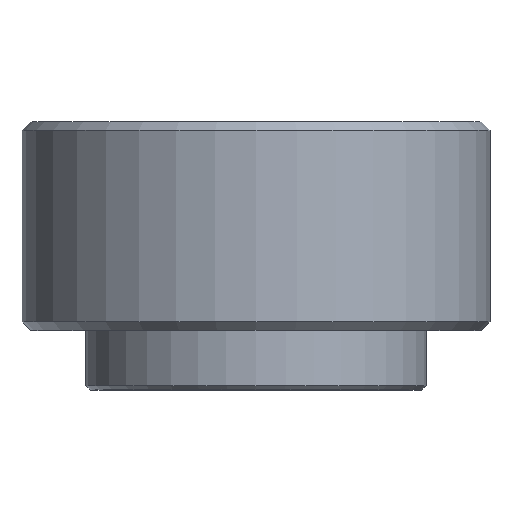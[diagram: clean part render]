
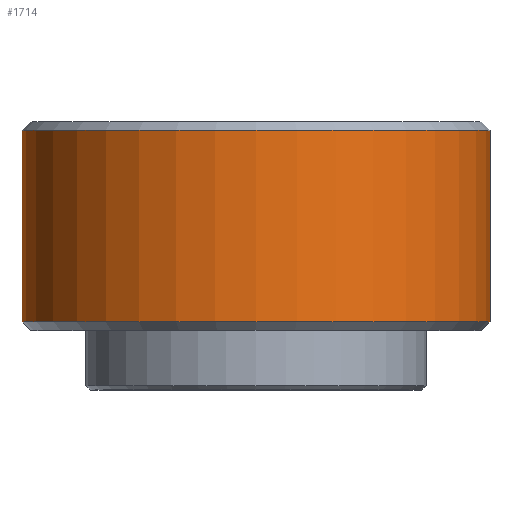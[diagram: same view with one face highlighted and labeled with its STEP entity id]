
A CAD part, top view. The second image highlights one B-rep face of the part: STEP entity #1714.
In plain terms, the highlighted cylindrical face has radius 2.75 mm (diameter 5.5 mm), a partial arc.
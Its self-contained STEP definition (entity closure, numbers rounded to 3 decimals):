
#127=DIRECTION('',(0.,1.,0.));
#128=VECTOR('',#127,2.25);
#129=CARTESIAN_POINT('',(-2.75,0.8,
0.));
#130=LINE('',#129,#128);
#136=DIRECTION('',(0.,1.,0.));
#137=VECTOR('',#136,2.25);
#138=CARTESIAN_POINT('',(2.75,0.8,
0.));
#139=LINE('',#138,#137);
#210=CARTESIAN_POINT('',(0.,3.05,0.));
#211=DIRECTION('',(0.,1.,0.));
#212=DIRECTION('',(-1.,0.,0.));
#213=AXIS2_PLACEMENT_3D('',#210,#211,#212);
#215=CARTESIAN_POINT('',(0.,0.8,0.));
#216=DIRECTION('',(0.,1.,0.));
#217=DIRECTION('',(-1.,0.,0.));
#218=AXIS2_PLACEMENT_3D('',#215,#216,#217);
#1460=CARTESIAN_POINT('',(2.75,3.05,0.));
#1461=CARTESIAN_POINT('',(-2.75,3.05,0.));
#1462=VERTEX_POINT('',#1460);
#1463=VERTEX_POINT('',#1461);
#1464=CARTESIAN_POINT('',(2.75,0.8,0.));
#1465=CARTESIAN_POINT('',(-2.75,0.8,0.));
#1466=VERTEX_POINT('',#1464);
#1467=VERTEX_POINT('',#1465);
#1702=CARTESIAN_POINT('',(0.,0.,0.));
#1703=DIRECTION('',(0.,-1.,0.));
#1704=DIRECTION('',(-1.,0.,0.));
#1705=AXIS2_PLACEMENT_3D('',#1702,#1703,#1704);
#1706=CYLINDRICAL_SURFACE('',#1705,2.75);
#1707=ORIENTED_EDGE('',*,*,#1696,.T.);
#1708=ORIENTED_EDGE('',*,*,#1648,.F.);
#1710=ORIENTED_EDGE('',*,*,#1709,.F.);
#1711=ORIENTED_EDGE('',*,*,#1645,.T.);
#1712=EDGE_LOOP('',(#1707,#1708,#1710,#1711));
#1713=FACE_OUTER_BOUND('',#1712,.F.);
#1714=ADVANCED_FACE('',(#1713),#1706,.T.);
#214=CIRCLE('',#213,2.75);
#219=CIRCLE('',#218,2.75);
#1645=EDGE_CURVE('',#1467,#1463,#130,.T.);
#1648=EDGE_CURVE('',#1466,#1462,#139,.T.);
#1696=EDGE_CURVE('',#1463,#1462,#214,.T.);
#1709=EDGE_CURVE('',#1467,#1466,#219,.T.);
